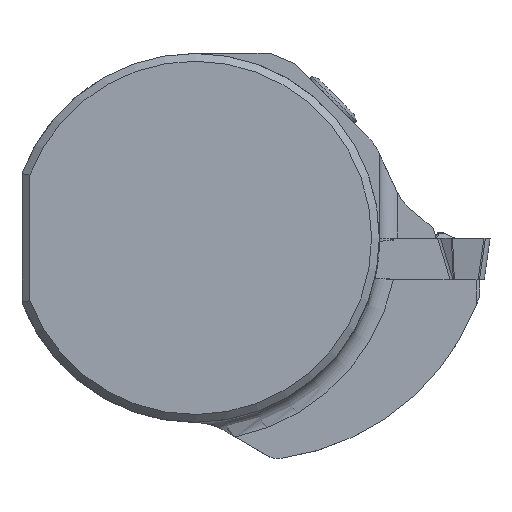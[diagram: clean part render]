
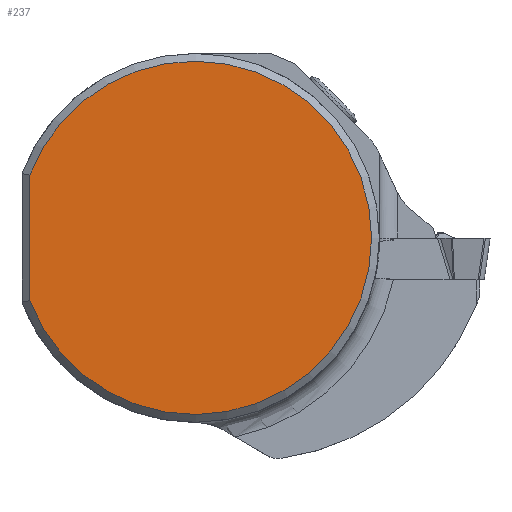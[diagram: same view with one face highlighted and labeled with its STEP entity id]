
A CAD part, top view. The second image highlights one B-rep face of the part: STEP entity #237.
In plain terms, the highlighted planar face has unit normal (0, 0, 1).
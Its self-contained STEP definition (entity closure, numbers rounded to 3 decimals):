
#237=ADVANCED_FACE('',(#377),#305,.F.);
#305=PLANE('',#2057);
#377=FACE_OUTER_BOUND('',#474,.T.);
#474=EDGE_LOOP('',(#942,#943));
#543=CIRCLE('',#2054,15.325);
#942=ORIENTED_EDGE('',*,*,#1465,.F.);
#943=ORIENTED_EDGE('',*,*,#1483,.T.);
#1235=VERTEX_POINT('',#3899);
#1236=VERTEX_POINT('',#3904);
#1465=EDGE_CURVE('',#1236,#1235,#1645,.T.);
#1483=EDGE_CURVE('',#1236,#1235,#543,.T.);
#1645=LINE('',#3905,#1785);
#1785=VECTOR('',#2364,1.);
#2054=AXIS2_PLACEMENT_3D('',#3945,#2408,#2409);
#2057=AXIS2_PLACEMENT_3D('',#3948,#2414,#2415);
#2364=DIRECTION('',(0.,1.,0.));
#2408=DIRECTION('',(0.,0.,1.));
#2409=DIRECTION('',(1.,0.,0.));
#2414=DIRECTION('',(0.,0.,-1.));
#2415=DIRECTION('',(1.,0.,0.));
#3899=CARTESIAN_POINT('',(-14.325,5.445,0.));
#3904=CARTESIAN_POINT('',(-14.325,-5.445,0.));
#3905=CARTESIAN_POINT('',(-14.325,16.,0.));
#3945=CARTESIAN_POINT('',(0.,0.,0.));
#3948=CARTESIAN_POINT('',(0.,0.,0.));
